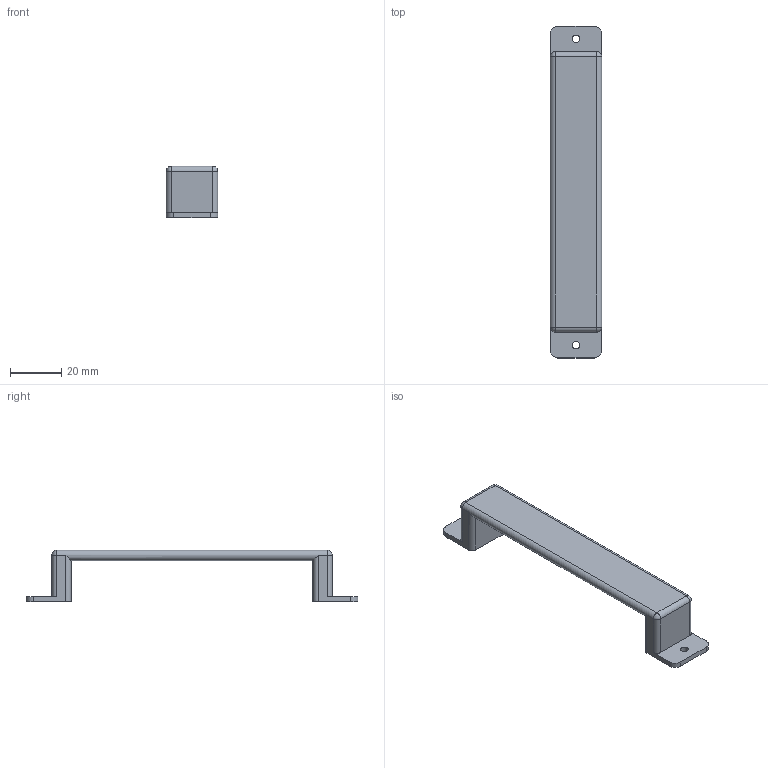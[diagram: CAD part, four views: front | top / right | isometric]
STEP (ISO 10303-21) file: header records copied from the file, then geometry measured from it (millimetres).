
FILE_DESCRIPTION(/* description */ (''),/* implementation_level */ '2;1');
FILE_NAME(/* name */ 'BioTrash Smell Absorber v6.stp',/* time_stamp */ '2022-09-22T11:48:57+02:00',/* author */ (''),/* organization */ (''),/* preprocessor_version */ 'ST-DEVELOPER v19',/* originating_system */ 'Autodesk Translation Framework v11.7.0.108',/* authorisation */ '');
FILE_SCHEMA (('AUTOMOTIVE_DESIGN { 1 0 10303 214 3 1 1 }'));
Length unit declared in the file: millimetre
Products named in the file (1): Bio-Trash Smell Absorber
Bounding box: 20 x 129 x 20 mm (x, y, z)
Volume: 13779 mm3; surface area: 7516.1 mm2
Topology: 1 solids, 1 shells, 38 faces, 92 edges, 56 vertices
Faces by surface type: cylinder 18, plane 16, sphere 4
Full cylindrical faces by diameter (mm): 3 x2
Entity records: 1145 total; most frequent: DIRECTION 206, CARTESIAN_POINT 187, ORIENTED_EDGE 184, EDGE_CURVE 92, AXIS2_PLACEMENT_3D 75, LINE 56, VECTOR 56, VERTEX_POINT 56
